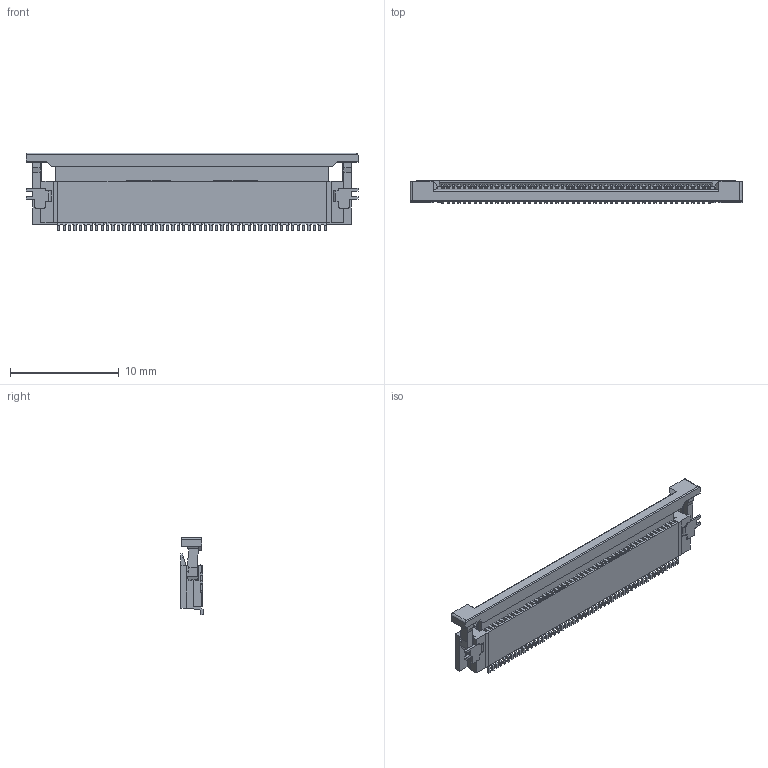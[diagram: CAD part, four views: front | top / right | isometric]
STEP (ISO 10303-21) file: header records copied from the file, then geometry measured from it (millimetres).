
FILE_DESCRIPTION((''),'2;1');
FILE_NAME('541045033','2014-02-28T',('me'),(''),'PRO/ENGINEER BY PARAMETRIC TECHNOLOGY CORPORATION, 2011490','PRO/ENGINEER BY PARAMETRIC TECHNOLOGY CORPORATION, 2011490','');
FILE_SCHEMA(('CONFIG_CONTROL_DESIGN'));
Length unit declared in the file: millimetre
Products named in the file (1): 541045033
Bounding box: 30.5 x 2.05 x 7.15 mm (x, y, z)
Volume: 205 mm3; surface area: 1506.8 mm2
Topology: 2 solids, 2 shells, 1913 faces, 6431 edges, 4322 vertices
Faces by surface type: plane 1737, cylinder 176
Entity records: 68828 total; most frequent: CARTESIAN_POINT 12503, ORIENTED_EDGE 12438, DIRECTION 10597, EDGE_CURVE 6219, VECTOR 6077, LINE 6077, VERTEX_POINT 4110, AXIS2_PLACEMENT_3D 2260
